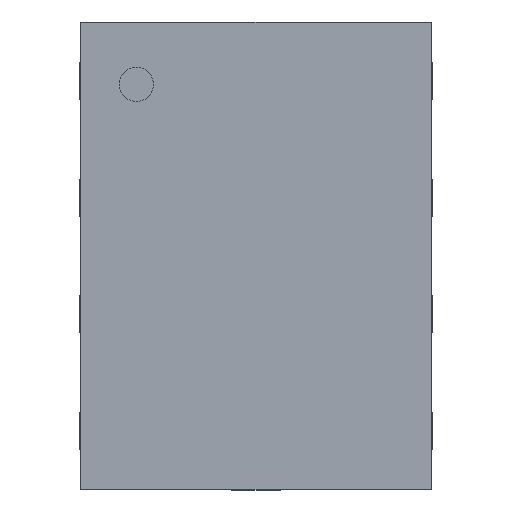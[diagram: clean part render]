
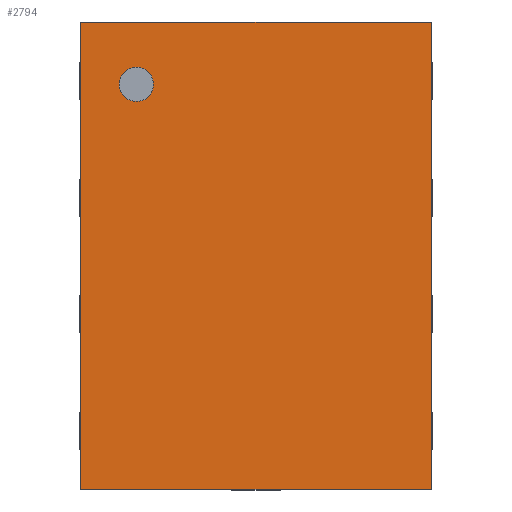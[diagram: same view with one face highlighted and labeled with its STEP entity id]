
A CAD part, top view. The second image highlights one B-rep face of the part: STEP entity #2794.
In plain terms, the highlighted planar face has unit normal (0, 0, 1).
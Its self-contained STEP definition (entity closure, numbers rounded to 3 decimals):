
#23=CIRCLE('',#2910,0.073);
#147=ORIENTED_EDGE('',*,*,#723,.T.);
#148=ORIENTED_EDGE('',*,*,#625,.T.);
#149=ORIENTED_EDGE('',*,*,#637,.T.);
#150=ORIENTED_EDGE('',*,*,#652,.T.);
#151=ORIENTED_EDGE('',*,*,#670,.T.);
#625=EDGE_CURVE('',#923,#922,#1114,.T.);
#637=EDGE_CURVE('',#922,#934,#1126,.T.);
#652=EDGE_CURVE('',#934,#948,#1141,.T.);
#670=EDGE_CURVE('',#948,#923,#1159,.T.);
#723=EDGE_CURVE('',#1006,#1006,#23,.T.);
#922=VERTEX_POINT('',#3549);
#923=VERTEX_POINT('',#3551);
#934=VERTEX_POINT('',#3574);
#948=VERTEX_POINT('',#3604);
#1006=VERTEX_POINT('',#3737);
#1114=LINE('',#3550,#1407);
#1126=LINE('',#3575,#1419);
#1141=LINE('',#3605,#1434);
#1159=LINE('',#3640,#1452);
#1407=VECTOR('',#3025,1000.);
#1419=VECTOR('',#3039,1000.);
#1434=VECTOR('',#3056,1000.);
#1452=VECTOR('',#3076,1000.);
#1700=EDGE_LOOP('',(#147));
#1701=EDGE_LOOP('',(#148,#149,#150,#151));
#1811=FACE_BOUND('',#1700,.T.);
#1812=FACE_BOUND('',#1701,.T.);
#1922=PLANE('',#2909);
#2794=ADVANCED_FACE('',(#1811,#1812),#1922,.T.);
#2909=AXIS2_PLACEMENT_3D('',#3735,#3132,#3133);
#2910=AXIS2_PLACEMENT_3D('',#3736,#3134,#3135);
#3025=DIRECTION('',(-1.,0.,0.));
#3039=DIRECTION('',(0.,-1.,0.));
#3056=DIRECTION('',(1.,0.,0.));
#3076=DIRECTION('',(0.,1.,0.));
#3132=DIRECTION('',(0.,0.,1.));
#3133=DIRECTION('',(-1.,0.,0.));
#3134=DIRECTION('',(0.,0.,-1.));
#3135=DIRECTION('',(-1.,0.,0.));
#3549=CARTESIAN_POINT('',(-0.75,1.,0.58));
#3550=CARTESIAN_POINT('',(0.75,1.,0.58));
#3551=CARTESIAN_POINT('',(0.75,1.,0.58));
#3574=CARTESIAN_POINT('',(-0.75,-1.,0.58));
#3575=CARTESIAN_POINT('',(-0.75,1.,0.58));
#3604=CARTESIAN_POINT('',(0.75,-1.,0.58));
#3605=CARTESIAN_POINT('',(-0.75,-1.,0.58));
#3640=CARTESIAN_POINT('',(0.75,-1.,0.58));
#3735=CARTESIAN_POINT('',(0.,0.,0.58));
#3736=CARTESIAN_POINT('',(-0.512,0.734,0.58));
#3737=CARTESIAN_POINT('',(-0.586,0.734,0.58));
